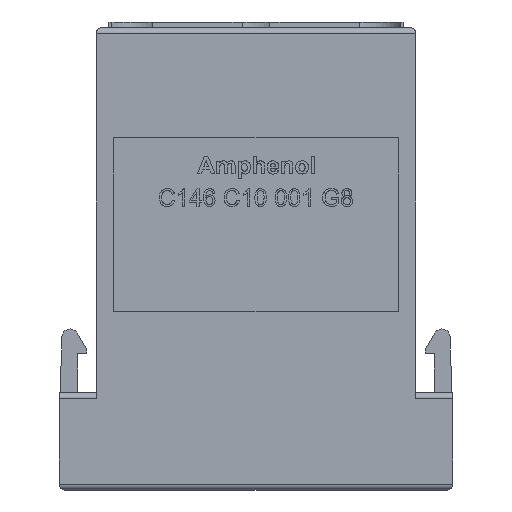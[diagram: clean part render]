
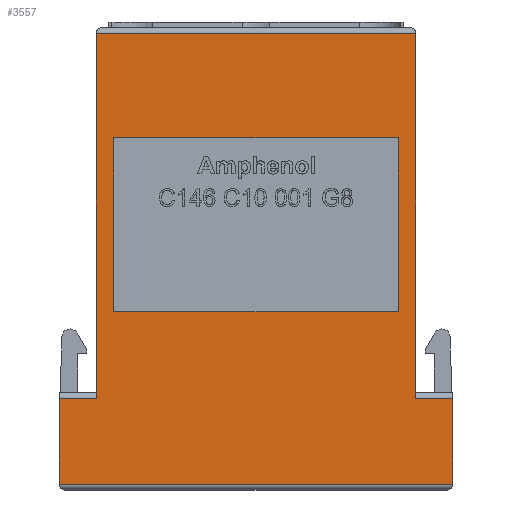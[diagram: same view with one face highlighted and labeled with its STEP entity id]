
A CAD part, left-side view. The second image highlights one B-rep face of the part: STEP entity #3557.
In plain terms, the highlighted planar face has unit normal (-1, 0, 0).
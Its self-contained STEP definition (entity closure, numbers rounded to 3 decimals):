
#1596=PLANE('',#8313);
#1992=LINE('',#11561,#2643);
#1996=LINE('',#11569,#2647);
#1998=LINE('',#11573,#2649);
#1999=LINE('',#11575,#2650);
#2015=LINE('',#11618,#2666);
#2019=LINE('',#11626,#2670);
#2049=LINE('',#11692,#2700);
#2050=LINE('',#11696,#2701);
#2051=LINE('',#11700,#2702);
#2052=LINE('',#11703,#2703);
#2053=LINE('',#11704,#2704);
#2054=LINE('',#11705,#2705);
#2643=VECTOR('',#8900,1.);
#2647=VECTOR('',#8906,1.);
#2649=VECTOR('',#8910,1.);
#2650=VECTOR('',#8913,1.);
#2666=VECTOR('',#8953,1.);
#2670=VECTOR('',#8963,1.);
#2700=VECTOR('',#9023,1.);
#2701=VECTOR('',#9028,1.);
#2702=VECTOR('',#9033,1.);
#2703=VECTOR('',#9034,1.);
#2704=VECTOR('',#9035,1.);
#2705=VECTOR('',#9036,1.);
#3557=ADVANCED_FACE('',(#4037,#4038),#1596,.T.);
#4037=FACE_BOUND('',#4238,.T.);
#4038=FACE_BOUND('',#4239,.T.);
#4238=EDGE_LOOP('',(#5068,#5069,#5070,#5071));
#4239=EDGE_LOOP('',(#5072,#5073,#5074,#5075,#5076,#5077,#5078,#5079));
#5068=ORIENTED_EDGE('',*,*,#7477,.T.);
#5069=ORIENTED_EDGE('',*,*,#7470,.T.);
#5070=ORIENTED_EDGE('',*,*,#7474,.T.);
#5071=ORIENTED_EDGE('',*,*,#7476,.T.);
#5072=ORIENTED_EDGE('',*,*,#7541,.T.);
#5073=ORIENTED_EDGE('',*,*,#7542,.T.);
#5074=ORIENTED_EDGE('',*,*,#7539,.T.);
#5075=ORIENTED_EDGE('',*,*,#7537,.F.);
#5076=ORIENTED_EDGE('',*,*,#7543,.T.);
#5077=ORIENTED_EDGE('',*,*,#7503,.T.);
#5078=ORIENTED_EDGE('',*,*,#7498,.T.);
#5079=ORIENTED_EDGE('',*,*,#7544,.T.);
#6824=VERTEX_POINT('',#11562);
#6825=VERTEX_POINT('',#11563);
#6826=VERTEX_POINT('',#11568);
#6827=VERTEX_POINT('',#11572);
#6842=VERTEX_POINT('',#11617);
#6843=VERTEX_POINT('',#11619);
#6844=VERTEX_POINT('',#11627);
#6864=VERTEX_POINT('',#11691);
#6865=VERTEX_POINT('',#11693);
#6866=VERTEX_POINT('',#11697);
#6867=VERTEX_POINT('',#11701);
#6868=VERTEX_POINT('',#11702);
#7470=EDGE_CURVE('',#6824,#6825,#1992,.T.);
#7474=EDGE_CURVE('',#6825,#6826,#1996,.T.);
#7476=EDGE_CURVE('',#6826,#6827,#1998,.T.);
#7477=EDGE_CURVE('',#6827,#6824,#1999,.T.);
#7498=EDGE_CURVE('',#6843,#6842,#2015,.T.);
#7503=EDGE_CURVE('',#6844,#6843,#2019,.T.);
#7537=EDGE_CURVE('',#6864,#6865,#2049,.T.);
#7539=EDGE_CURVE('',#6866,#6865,#2050,.T.);
#7541=EDGE_CURVE('',#6867,#6868,#2051,.T.);
#7542=EDGE_CURVE('',#6868,#6866,#2052,.T.);
#7543=EDGE_CURVE('',#6864,#6844,#2053,.T.);
#7544=EDGE_CURVE('',#6842,#6867,#2054,.T.);
#8313=AXIS2_PLACEMENT_3D('',#11706,#9037,#9038);
#8900=DIRECTION('',(0.,0.,1.));
#8906=DIRECTION('',(0.,-1.,0.));
#8910=DIRECTION('',(0.,0.,-1.));
#8913=DIRECTION('',(0.,1.,0.));
#8953=DIRECTION('',(0.,1.,0.));
#8963=DIRECTION('',(0.,0.,-1.));
#9023=DIRECTION('',(0.,0.,-1.));
#9028=DIRECTION('',(0.,1.,0.));
#9033=DIRECTION('',(0.,-1.,0.));
#9034=DIRECTION('',(0.,0.,1.));
#9035=DIRECTION('',(0.,1.,0.));
#9036=DIRECTION('',(0.,0.,-1.));
#9037=DIRECTION('',(-1.,0.,0.));
#9038=DIRECTION('',(0.,0.,-1.));
#11561=CARTESIAN_POINT('',(-21.25,12.3,-147.1));
#11562=CARTESIAN_POINT('',(-21.25,12.3,-147.1));
#11563=CARTESIAN_POINT('',(-21.25,12.3,-132.1));
#11568=CARTESIAN_POINT('',(-21.25,-12.3,-132.1));
#11569=CARTESIAN_POINT('',(-21.25,12.3,-132.1));
#11572=CARTESIAN_POINT('',(-21.25,-12.3,-147.1));
#11573=CARTESIAN_POINT('',(-21.25,-12.3,-132.1));
#11575=CARTESIAN_POINT('',(-21.25,-12.3,-147.1));
#11617=CARTESIAN_POINT('',(-21.25,17.,-154.6));
#11618=CARTESIAN_POINT('',(-21.25,13.8,-154.6));
#11619=CARTESIAN_POINT('',(-21.25,13.8,-154.6));
#11626=CARTESIAN_POINT('',(-21.25,13.8,-123.1));
#11627=CARTESIAN_POINT('',(-21.25,13.8,-123.1));
#11691=CARTESIAN_POINT('',(-21.25,-13.8,-123.1));
#11692=CARTESIAN_POINT('',(-21.25,-13.8,-123.1));
#11693=CARTESIAN_POINT('',(-21.25,-13.8,-154.6));
#11696=CARTESIAN_POINT('',(-21.25,-17.,-154.6));
#11697=CARTESIAN_POINT('',(-21.25,-17.,-154.6));
#11700=CARTESIAN_POINT('',(-21.25,17.,-162.));
#11701=CARTESIAN_POINT('',(-21.25,17.,-162.));
#11702=CARTESIAN_POINT('',(-21.25,-17.,-162.));
#11703=CARTESIAN_POINT('',(-21.25,-17.,-162.));
#11704=CARTESIAN_POINT('',(-21.25,-13.8,-123.1));
#11705=CARTESIAN_POINT('',(-21.25,17.,-154.6));
#11706=CARTESIAN_POINT('',(-21.25,17.3,-121.8));
